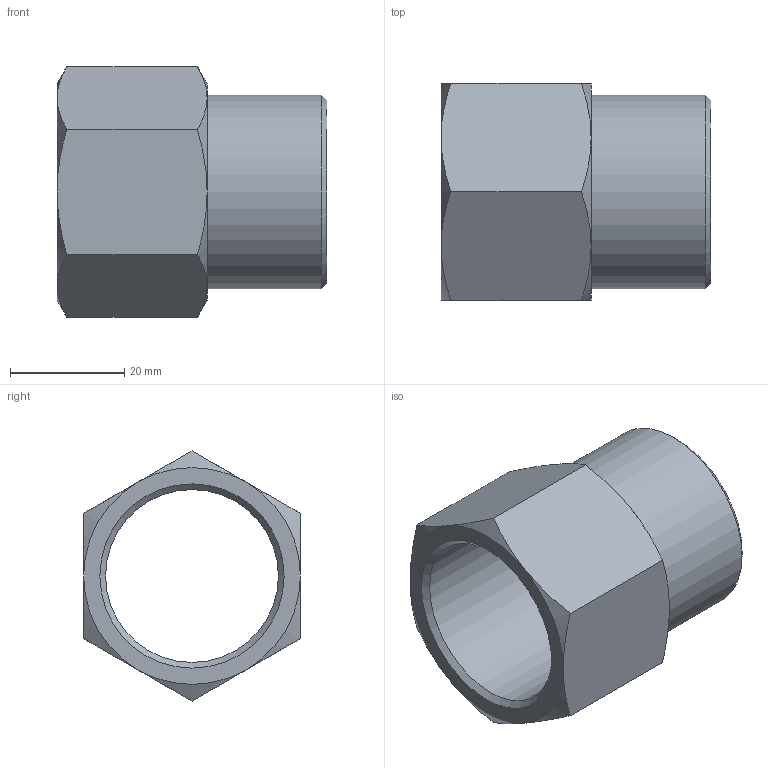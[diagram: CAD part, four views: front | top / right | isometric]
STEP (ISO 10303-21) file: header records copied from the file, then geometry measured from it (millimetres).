
FILE_DESCRIPTION(/* description */ (''),/* implementation_level */ '2;1');
FILE_NAME(/* name */ '3D_R420-DN25_172481380.stp',/* time_stamp */ '2021-07-22T15:58:52+02:00',/* author */ ('cad'),/* organization */ (''),/* preprocessor_version */ 'ST-DEVELOPER v18.1',/* originating_system */ 'Autodesk Inventor 2022',/* authorisation */ '');
FILE_SCHEMA (('AUTOMOTIVE_DESIGN { 1 0 10303 214 3 1 1 }'));
Length unit declared in the file: millimetre
Products named in the file (1): 3D_R420-DN25_172481380
Bounding box: 47.3 x 38 x 43.88 mm (x, y, z)
Volume: 17649.3 mm3; surface area: 11030.5 mm2
Topology: 1 solids, 1 shells, 25 faces, 54 edges, 32 vertices
Faces by surface type: cone 14, plane 9, cylinder 2
Full cylindrical faces by diameter (mm): 30.291 x1, 34 x1
Entity records: 693 total; most frequent: CARTESIAN_POINT 160, ORIENTED_EDGE 108, DIRECTION 102, EDGE_CURVE 54, AXIS2_PLACEMENT_3D 46, VERTEX_POINT 32, EDGE_LOOP 28, FACE_OUTER_BOUND 25
